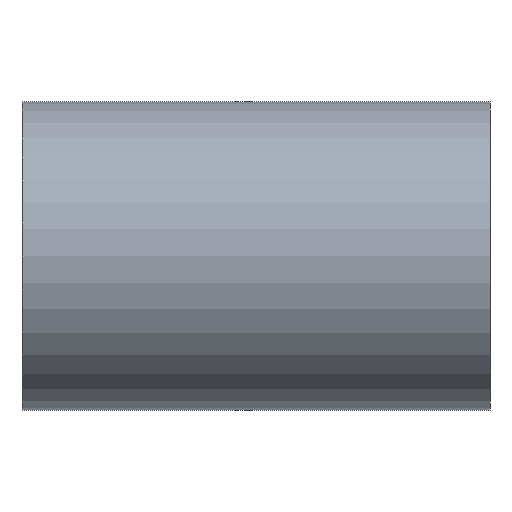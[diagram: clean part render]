
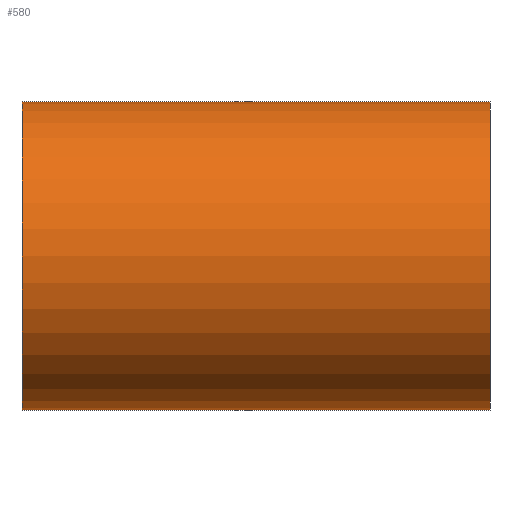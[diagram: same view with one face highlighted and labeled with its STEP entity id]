
A CAD part, left-side view. The second image highlights one B-rep face of the part: STEP entity #580.
In plain terms, the highlighted free-form (B-spline) face has degree [3, 1] with [4, 2] control points.
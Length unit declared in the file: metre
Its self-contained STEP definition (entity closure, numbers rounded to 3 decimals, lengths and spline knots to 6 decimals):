
#130=(
BOUNDED_CURVE()
B_SPLINE_CURVE(1,(#936,#937),.UNSPECIFIED.,.F.,.F.)
B_SPLINE_CURVE_WITH_KNOTS((2,2),(0.,1.),.PIECEWISE_BEZIER_KNOTS.)
CURVE()
GEOMETRIC_REPRESENTATION_ITEM()
RATIONAL_B_SPLINE_CURVE((1.,1.))
REPRESENTATION_ITEM('')
);
#131=(
BOUNDED_CURVE()
B_SPLINE_CURVE(1,(#938,#939),.UNSPECIFIED.,.F.,.F.)
B_SPLINE_CURVE_WITH_KNOTS((2,2),(0.,1.),.PIECEWISE_BEZIER_KNOTS.)
CURVE()
GEOMETRIC_REPRESENTATION_ITEM()
RATIONAL_B_SPLINE_CURVE((1.,1.))
REPRESENTATION_ITEM('')
);
#183=ORIENTED_EDGE('',*,*,#345,.F.);
#184=ORIENTED_EDGE('',*,*,#352,.F.);
#185=ORIENTED_EDGE('',*,*,#346,.T.);
#186=ORIENTED_EDGE('',*,*,#353,.T.);
#345=EDGE_CURVE('',#428,#395,#130,.T.);
#346=EDGE_CURVE('',#429,#396,#131,.T.);
#352=EDGE_CURVE('',#429,#428,#462,.T.);
#353=EDGE_CURVE('',#396,#395,#463,.T.);
#395=VERTEX_POINT('',#765);
#396=VERTEX_POINT('',#766);
#428=VERTEX_POINT('',#934);
#429=VERTEX_POINT('',#935);
#462=CIRCLE('',#645,0.0395);
#463=CIRCLE('',#646,0.0395);
#482=EDGE_LOOP('',(#183,#184,#185,#186));
#525=FACE_BOUND('',#482,.T.);
#564=(
BOUNDED_SURFACE()
B_SPLINE_SURFACE(3,1,((#987,#988),(#989,#990),(#991,#992),(#993,#994)),
 .CYLINDRICAL_SURF.,.F.,.F.,.F.)
B_SPLINE_SURFACE_WITH_KNOTS((4,4),(2,2),(0.5,1.),(0.045455,0.954545),
 .PIECEWISE_BEZIER_KNOTS.)
GEOMETRIC_REPRESENTATION_ITEM()
RATIONAL_B_SPLINE_SURFACE(((1.,1.),(0.333,0.333),
(0.333,0.333),(1.,1.)))
REPRESENTATION_ITEM('')
SURFACE()
);
#580=ADVANCED_FACE('',(#525),#564,.T.);
#645=AXIS2_PLACEMENT_3D('',#995,#703,#704);
#646=AXIS2_PLACEMENT_3D('',#996,#705,#706);
#703=DIRECTION('',(0.,-1.,0.));
#704=DIRECTION('',(0.,0.,-1.));
#705=DIRECTION('',(0.,-1.,0.));
#706=DIRECTION('',(0.,0.,-1.));
#765=CARTESIAN_POINT('',(0.,0.07,-0.0395));
#766=CARTESIAN_POINT('',(0.,0.07,0.0395));
#934=CARTESIAN_POINT('',(0.,-0.05,-0.0395));
#935=CARTESIAN_POINT('',(0.,-0.05,0.0395));
#936=CARTESIAN_POINT('',(0.,-0.056,-0.0395));
#937=CARTESIAN_POINT('',(0.,0.076,-0.0395));
#938=CARTESIAN_POINT('',(0.,-0.056,0.0395));
#939=CARTESIAN_POINT('',(0.,0.076,0.0395));
#987=CARTESIAN_POINT('',(0.,-0.05,-0.0395));
#988=CARTESIAN_POINT('',(0.,0.07,-0.0395));
#989=CARTESIAN_POINT('',(-0.079,-0.05,-0.0395));
#990=CARTESIAN_POINT('',(-0.079,0.07,-0.0395));
#991=CARTESIAN_POINT('',(-0.079,-0.05,0.0395));
#992=CARTESIAN_POINT('',(-0.079,0.07,0.0395));
#993=CARTESIAN_POINT('',(0.,-0.05,0.0395));
#994=CARTESIAN_POINT('',(0.,0.07,0.0395));
#995=CARTESIAN_POINT('',(0.,-0.05,0.));
#996=CARTESIAN_POINT('',(0.,0.07,0.));
